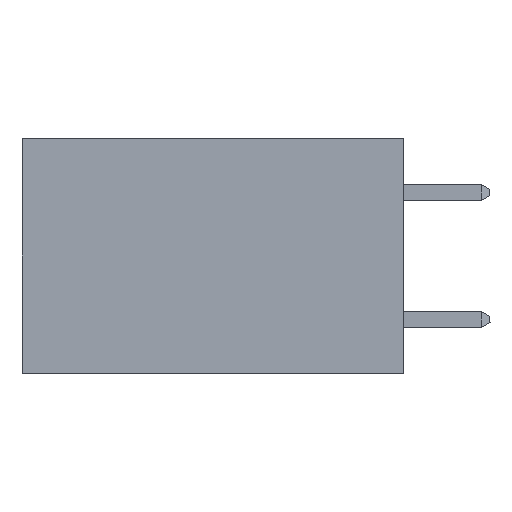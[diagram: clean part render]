
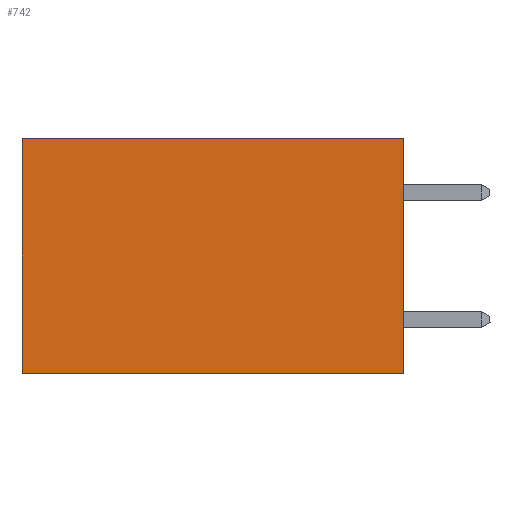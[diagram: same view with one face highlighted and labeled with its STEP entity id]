
A CAD part, left-side view. The second image highlights one B-rep face of the part: STEP entity #742.
In plain terms, the highlighted planar face has unit normal (-1, 0, 0).
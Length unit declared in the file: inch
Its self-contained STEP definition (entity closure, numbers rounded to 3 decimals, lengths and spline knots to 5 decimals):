
#326 = CARTESIAN_POINT ( 'NONE',  ( 0.2875, 0.6, 0. ) ) ;
#742 = ADVANCED_FACE ( 'NONE', ( #3574 ), #4260, .F. ) ;
#1439 = ORIENTED_EDGE ( 'NONE', *, *, #13466, .F. ) ;
#1638 = VERTEX_POINT ( 'NONE', #21792 ) ;
#2101 = DIRECTION ( 'NONE',  ( 0., 0., -1. ) ) ;
#2421 = VERTEX_POINT ( 'NONE', #19179 ) ;
#2942 = VECTOR ( 'NONE', #6772, 39.37008 ) ;
#2976 = ORIENTED_EDGE ( 'NONE', *, *, #14946, .T. ) ;
#3574 = FACE_OUTER_BOUND ( 'NONE', #5168, .T. ) ;
#3737 = VECTOR ( 'NONE', #17649, 39.37008 ) ;
#4056 = LINE ( 'NONE', #326, #12732 ) ;
#4260 = PLANE ( 'NONE',  #9344 ) ;
#4952 = CARTESIAN_POINT ( 'NONE',  ( 0.2875, 0., -0.37 ) ) ;
#5168 = EDGE_LOOP ( 'NONE', ( #2976, #1439, #9940, #14424 ) ) ;
#6772 = DIRECTION ( 'NONE',  ( 0., 1., 0. ) ) ;
#7847 = DIRECTION ( 'NONE',  ( 1., 0., 0. ) ) ;
#9337 = LINE ( 'NONE', #4952, #2942 ) ;
#9344 = AXIS2_PLACEMENT_3D ( 'NONE', #16281, #7847, #19604 ) ;
#9858 = CARTESIAN_POINT ( 'NONE',  ( 0.2875, 0., 0. ) ) ;
#9940 = ORIENTED_EDGE ( 'NONE', *, *, #17644, .F. ) ;
#9947 = LINE ( 'NONE', #9858, #18358 ) ;
#12322 = CARTESIAN_POINT ( 'NONE',  ( 0.2875, 0., -0.37 ) ) ;
#12732 = VECTOR ( 'NONE', #2101, 39.37008 ) ;
#12895 = VERTEX_POINT ( 'NONE', #18547 ) ;
#13466 = EDGE_CURVE ( 'NONE', #16620, #1638, #9337, .T. ) ;
#14424 = ORIENTED_EDGE ( 'NONE', *, *, #21186, .T. ) ;
#14946 = EDGE_CURVE ( 'NONE', #12895, #1638, #4056, .T. ) ;
#15938 = CARTESIAN_POINT ( 'NONE',  ( 0.2875, 0., 0. ) ) ;
#16281 = CARTESIAN_POINT ( 'NONE',  ( 0.2875, 0., 0. ) ) ;
#16620 = VERTEX_POINT ( 'NONE', #12322 ) ;
#17644 = EDGE_CURVE ( 'NONE', #2421, #16620, #9947, .T. ) ;
#17649 = DIRECTION ( 'NONE',  ( 0., 1., 0. ) ) ;
#17956 = LINE ( 'NONE', #15938, #3737 ) ;
#18235 = DIRECTION ( 'NONE',  ( 0., 0., -1. ) ) ;
#18358 = VECTOR ( 'NONE', #18235, 39.37008 ) ;
#18547 = CARTESIAN_POINT ( 'NONE',  ( 0.2875, 0.6, 0. ) ) ;
#19179 = CARTESIAN_POINT ( 'NONE',  ( 0.2875, 0., 0. ) ) ;
#19604 = DIRECTION ( 'NONE',  ( 0., 0., -1. ) ) ;
#21186 = EDGE_CURVE ( 'NONE', #2421, #12895, #17956, .T. ) ;
#21792 = CARTESIAN_POINT ( 'NONE',  ( 0.2875, 0.6, -0.37 ) ) ;
